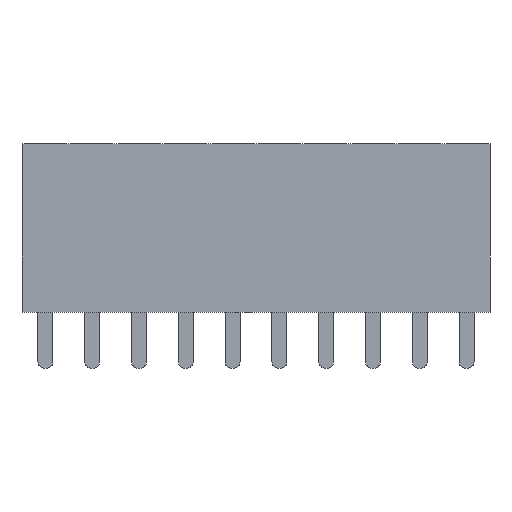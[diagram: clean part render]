
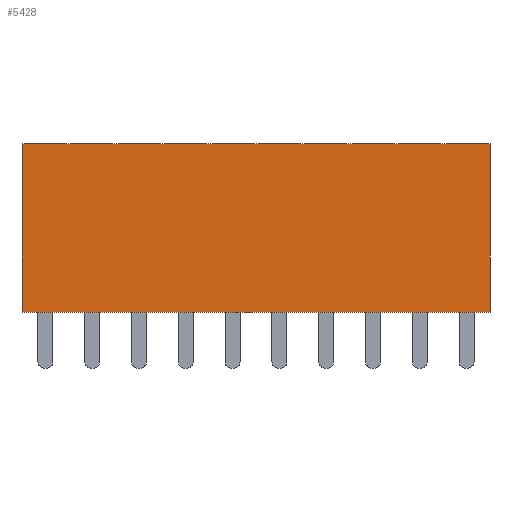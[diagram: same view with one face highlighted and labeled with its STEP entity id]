
A CAD part, left-side view. The second image highlights one B-rep face of the part: STEP entity #5428.
In plain terms, the highlighted planar face has unit normal (-1, 0, 0).
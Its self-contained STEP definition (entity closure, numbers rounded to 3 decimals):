
#442=FACE_OUTER_BOUND('',#762,.T.);
#762=EDGE_LOOP('',(#4189,#4190,#4191,#4192));
#966=LINE('',#7523,#1600);
#1207=LINE('',#8070,#1841);
#1237=LINE('',#8135,#1871);
#1238=LINE('',#8137,#1872);
#1600=VECTOR('',#6080,10.);
#1841=VECTOR('',#6583,10.);
#1871=VECTOR('',#6651,10.);
#1872=VECTOR('',#6654,10.);
#2226=VERTEX_POINT('',#7520);
#2227=VERTEX_POINT('',#7522);
#2401=VERTEX_POINT('',#8067);
#2402=VERTEX_POINT('',#8069);
#2754=EDGE_CURVE('',#2226,#2227,#966,.T.);
#3027=EDGE_CURVE('',#2402,#2401,#1207,.T.);
#3061=EDGE_CURVE('',#2227,#2401,#1237,.T.);
#3062=EDGE_CURVE('',#2226,#2402,#1238,.T.);
#4189=ORIENTED_EDGE('',*,*,#3062,.T.);
#4190=ORIENTED_EDGE('',*,*,#3027,.T.);
#4191=ORIENTED_EDGE('',*,*,#3061,.F.);
#4192=ORIENTED_EDGE('',*,*,#2754,.F.);
#5188=PLANE('',#5780);
#5428=ADVANCED_FACE('',(#442),#5188,.T.);
#5780=AXIS2_PLACEMENT_3D('',#8136,#6652,#6653);
#6080=DIRECTION('',(0.,0.,1.));
#6583=DIRECTION('',(0.,0.,1.));
#6651=DIRECTION('',(0.,-1.,0.));
#6652=DIRECTION('center_axis',(-1.,0.,0.));
#6653=DIRECTION('ref_axis',(0.,-1.,0.));
#6654=DIRECTION('',(0.,-1.,0.));
#7520=CARTESIAN_POINT('',(-1.25,23.75,0.));
#7522=CARTESIAN_POINT('',(-1.25,23.75,9.));
#7523=CARTESIAN_POINT('',(-1.25,23.75,0.));
#8067=CARTESIAN_POINT('',(-1.25,-1.25,9.));
#8069=CARTESIAN_POINT('',(-1.25,-1.25,0.));
#8070=CARTESIAN_POINT('',(-1.25,-1.25,0.));
#8135=CARTESIAN_POINT('',(-1.25,23.75,9.));
#8136=CARTESIAN_POINT('Origin',(-1.25,1.25,0.));
#8137=CARTESIAN_POINT('',(-1.25,23.75,0.));
